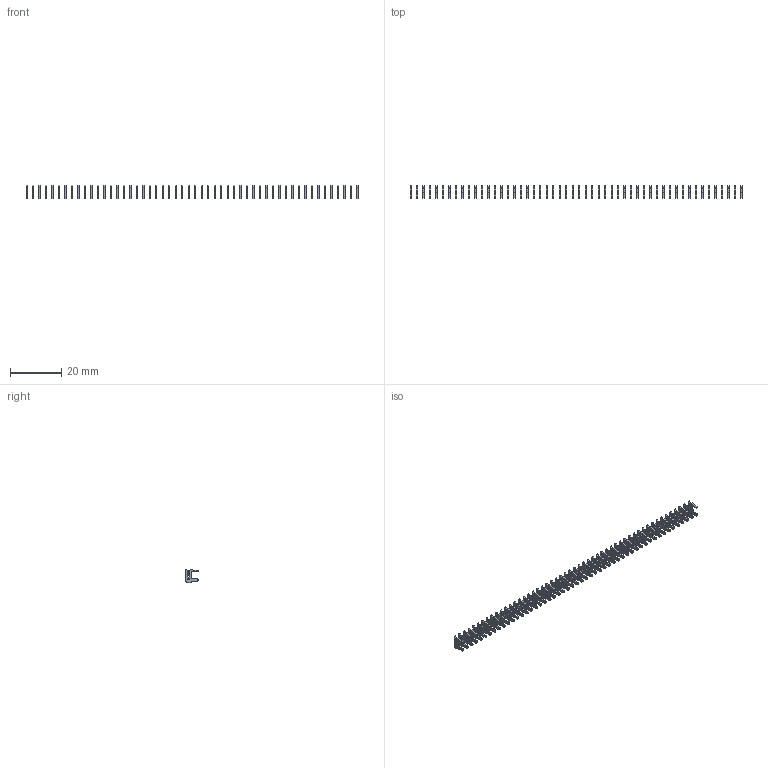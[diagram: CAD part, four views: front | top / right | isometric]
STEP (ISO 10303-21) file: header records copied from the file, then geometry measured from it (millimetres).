
FILE_DESCRIPTION (( 'STEP AP203' ), '1' );
FILE_NAME ('105-052-208-100.STEP', '2020-04-08T00:33:04', ( '' ), ( '' ), 'SwSTEP 2.0', 'SolidWorks 2016', '' );
FILE_SCHEMA (( 'CONFIG_CONTROL_DESIGN' ));
Length unit declared in the file: inch
Products named in the file (2): 100-290-001_100-290-208; 105-052-208-100
Assembly tree (52 placements, depth 2):
  105-052-208-100
    100-290-001_100-290-208  x52
Bounding box: 130.05 x 4.83 x 5.17 mm (x, y, z)
Volume: 357.8 mm3; surface area: 2209.8 mm2
Topology: 52 solids, 52 shells, 1300 faces, 3588 edges, 2392 vertices
Faces by surface type: plane 1144, cylinder 156
Entity records: 2621 total; most frequent: DIRECTION 235, CARTESIAN_POINT 195, ORIENTED_EDGE 138, COORDINATED_UNIVERSAL_TIME_OFFSET 114, LOCAL_TIME 114, CALENDAR_DATE 114, DATE_AND_TIME 114, AXIS2_PLACEMENT_3D 86
